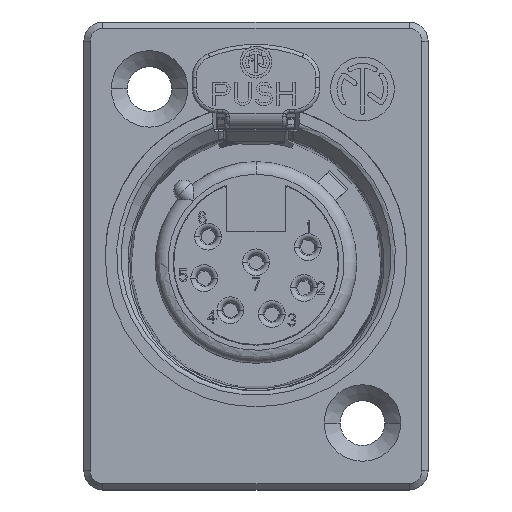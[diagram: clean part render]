
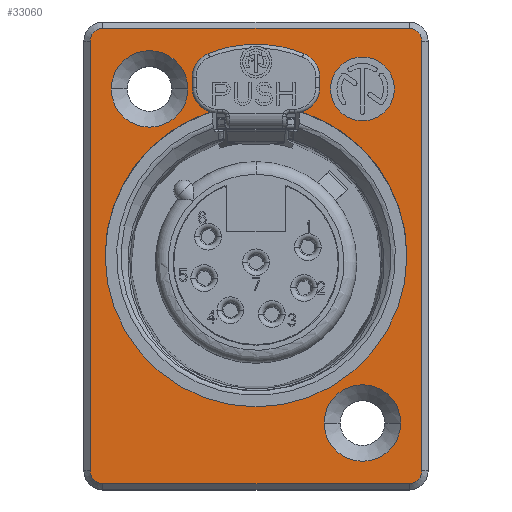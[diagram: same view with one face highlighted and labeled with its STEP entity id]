
A CAD part, top view. The second image highlights one B-rep face of the part: STEP entity #33060.
In plain terms, the highlighted planar face has unit normal (0, 0, 1).
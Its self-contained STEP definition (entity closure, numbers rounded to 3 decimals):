
#6932=CARTESIAN_POINT('',(8.35,13.6,2.2));
#6933=DIRECTION('',(0.,0.,1.));
#6934=DIRECTION('',(1.,0.,0.));
#6935=AXIS2_PLACEMENT_3D('',#6932,#6933,#6934);
#6937=CARTESIAN_POINT('',(8.35,13.6,2.2));
#6938=DIRECTION('',(0.,0.,1.));
#6939=DIRECTION('',(-1.,0.,0.));
#6940=AXIS2_PLACEMENT_3D('',#6937,#6938,#6939);
#6942=CARTESIAN_POINT('',(-8.35,13.6,2.2));
#6943=DIRECTION('',(0.,0.,1.));
#6944=DIRECTION('',(1.,0.,0.));
#6945=AXIS2_PLACEMENT_3D('',#6942,#6943,#6944);
#6947=CARTESIAN_POINT('',(-8.35,13.6,2.2));
#6948=DIRECTION('',(0.,0.,1.));
#6949=DIRECTION('',(-1.,0.,0.));
#6950=AXIS2_PLACEMENT_3D('',#6947,#6948,#6949);
#6952=CARTESIAN_POINT('',(8.35,-12.6,2.2));
#6953=DIRECTION('',(0.,0.,1.));
#6954=DIRECTION('',(1.,0.,0.));
#6955=AXIS2_PLACEMENT_3D('',#6952,#6953,#6954);
#6957=CARTESIAN_POINT('',(8.35,-12.6,2.2));
#6958=DIRECTION('',(0.,0.,1.));
#6959=DIRECTION('',(-1.,0.,0.));
#6960=AXIS2_PLACEMENT_3D('',#6957,#6958,#6959);
#6962=CARTESIAN_POINT('',(0.,0.5,2.2));
#6963=DIRECTION('',(0.,0.,1.));
#6964=DIRECTION('',(1.,0.,0.));
#6965=AXIS2_PLACEMENT_3D('',#6962,#6963,#6964);
#6967=CARTESIAN_POINT('',(0.,0.5,2.2));
#6968=DIRECTION('',(0.,0.,1.));
#6969=DIRECTION('',(-1.,0.,0.));
#6970=AXIS2_PLACEMENT_3D('',#6967,#6968,#6969);
#6972=CARTESIAN_POINT('',(-12.,-16.35,2.2));
#6973=DIRECTION('',(0.,0.,1.));
#6974=DIRECTION('',(-1.,0.,0.));
#6975=AXIS2_PLACEMENT_3D('',#6972,#6973,#6974);
#6977=DIRECTION('',(0.,-1.,0.));
#6978=VECTOR('',#6977,33.7);
#6979=CARTESIAN_POINT('',(-13.,17.35,2.2));
#6980=LINE('',#6979,#6978);
#6981=CARTESIAN_POINT('',(-12.,17.35,2.2));
#6982=DIRECTION('',(0.,0.,1.));
#6983=DIRECTION('',(0.,1.,0.));
#6984=AXIS2_PLACEMENT_3D('',#6981,#6982,#6983);
#6986=DIRECTION('',(-1.,0.,0.));
#6987=VECTOR('',#6986,24.);
#6988=CARTESIAN_POINT('',(12.,18.35,2.2));
#6989=LINE('',#6988,#6987);
#6990=CARTESIAN_POINT('',(12.,17.35,2.2));
#6991=DIRECTION('',(0.,0.,1.));
#6992=DIRECTION('',(1.,0.,0.));
#6993=AXIS2_PLACEMENT_3D('',#6990,#6991,#6992);
#6995=DIRECTION('',(0.,1.,0.));
#6996=VECTOR('',#6995,33.7);
#6997=CARTESIAN_POINT('',(13.,-16.35,2.2));
#6998=LINE('',#6997,#6996);
#6999=CARTESIAN_POINT('',(12.,-16.35,2.2));
#7000=DIRECTION('',(0.,0.,1.));
#7001=DIRECTION('',(0.,-1.,0.));
#7002=AXIS2_PLACEMENT_3D('',#6999,#7000,#7001);
#7004=DIRECTION('',(1.,0.,0.));
#7005=VECTOR('',#7004,24.);
#7006=CARTESIAN_POINT('',(-12.,-17.35,
2.2));
#7007=LINE('',#7006,#7005);
#19523=CARTESIAN_POINT('',(10.85,13.6,2.2));
#19524=CARTESIAN_POINT('',(5.85,13.6,2.2));
#19525=VERTEX_POINT('',#19523);
#19526=VERTEX_POINT('',#19524);
#20799=CARTESIAN_POINT('',(-5.35,13.6,2.2));
#20800=CARTESIAN_POINT('',(-11.35,13.6,2.2));
#20801=VERTEX_POINT('',#20799);
#20802=VERTEX_POINT('',#20800);
#20803=CARTESIAN_POINT('',(11.35,-12.6,2.2));
#20804=CARTESIAN_POINT('',(5.35,-12.6,2.2));
#20805=VERTEX_POINT('',#20803);
#20806=VERTEX_POINT('',#20804);
#20811=CARTESIAN_POINT('',(11.83,0.5,2.2));
#20812=CARTESIAN_POINT('',(-11.83,0.5,2.2));
#20813=VERTEX_POINT('',#20811);
#20814=VERTEX_POINT('',#20812);
#20815=CARTESIAN_POINT('',(-13.,-16.35,2.2));
#20816=CARTESIAN_POINT('',(-12.,-17.35,2.2));
#20817=VERTEX_POINT('',#20815);
#20818=VERTEX_POINT('',#20816);
#20823=CARTESIAN_POINT('',(12.,-17.35,
2.2));
#20824=VERTEX_POINT('',#20823);
#20827=CARTESIAN_POINT('',(13.,-16.35,2.2));
#20828=VERTEX_POINT('',#20827);
#20831=CARTESIAN_POINT('',(13.,17.35,2.2));
#20832=VERTEX_POINT('',#20831);
#20835=CARTESIAN_POINT('',(12.,18.35,2.2));
#20836=VERTEX_POINT('',#20835);
#20839=CARTESIAN_POINT('',(-12.,18.35,
2.2));
#20840=VERTEX_POINT('',#20839);
#20843=CARTESIAN_POINT('',(-13.,17.35,2.2));
#20844=VERTEX_POINT('',#20843);
#33014=CARTESIAN_POINT('',(0.,0.,2.2));
#33015=DIRECTION('',(0.,0.,1.));
#33016=DIRECTION('',(1.,0.,0.));
#33017=AXIS2_PLACEMENT_3D('',#33014,#33015,#33016);
#33018=PLANE('',#33017);
#33020=ORIENTED_EDGE('',*,*,#33019,.F.);
#33022=ORIENTED_EDGE('',*,*,#33021,.F.);
#33023=ORIENTED_EDGE('',*,*,#33004,.F.);
#33025=ORIENTED_EDGE('',*,*,#33024,.F.);
#33027=ORIENTED_EDGE('',*,*,#33026,.F.);
#33029=ORIENTED_EDGE('',*,*,#33028,.F.);
#33031=ORIENTED_EDGE('',*,*,#33030,.F.);
#33033=ORIENTED_EDGE('',*,*,#33032,.F.);
#33034=EDGE_LOOP('',(#33020,#33022,#33023,#33025,#33027,#33029,#33031,#33033));
#33035=FACE_OUTER_BOUND('',#33034,.F.);
#33037=ORIENTED_EDGE('',*,*,#33036,.T.);
#33039=ORIENTED_EDGE('',*,*,#33038,.T.);
#33040=EDGE_LOOP('',(#33037,#33039));
#33041=FACE_BOUND('',#33040,.F.);
#33043=ORIENTED_EDGE('',*,*,#33042,.T.);
#33045=ORIENTED_EDGE('',*,*,#33044,.T.);
#33046=EDGE_LOOP('',(#33043,#33045));
#33047=FACE_BOUND('',#33046,.F.);
#33049=ORIENTED_EDGE('',*,*,#33048,.T.);
#33051=ORIENTED_EDGE('',*,*,#33050,.T.);
#33052=EDGE_LOOP('',(#33049,#33051));
#33053=FACE_BOUND('',#33052,.F.);
#33055=ORIENTED_EDGE('',*,*,#33054,.T.);
#33057=ORIENTED_EDGE('',*,*,#33056,.T.);
#33058=EDGE_LOOP('',(#33055,#33057));
#33059=FACE_BOUND('',#33058,.F.);
#33060=ADVANCED_FACE('',(#33035,#33041,#33047,#33053,#33059),#33018,.T.);
#6936=CIRCLE('',#6935,2.5);
#6941=CIRCLE('',#6940,2.5);
#6946=CIRCLE('',#6945,3.);
#6951=CIRCLE('',#6950,3.);
#6956=CIRCLE('',#6955,3.);
#6961=CIRCLE('',#6960,3.);
#6966=CIRCLE('',#6965,11.83);
#6971=CIRCLE('',#6970,11.83);
#6976=CIRCLE('',#6975,1.);
#6985=CIRCLE('',#6984,1.);
#6994=CIRCLE('',#6993,1.);
#7003=CIRCLE('',#7002,1.);
#33004=EDGE_CURVE('',#20840,#20844,#6985,.T.);
#33019=EDGE_CURVE('',#20817,#20818,#6976,.T.);
#33021=EDGE_CURVE('',#20844,#20817,#6980,.T.);
#33024=EDGE_CURVE('',#20836,#20840,#6989,.T.);
#33026=EDGE_CURVE('',#20832,#20836,#6994,.T.);
#33028=EDGE_CURVE('',#20828,#20832,#6998,.T.);
#33030=EDGE_CURVE('',#20824,#20828,#7003,.T.);
#33032=EDGE_CURVE('',#20818,#20824,#7007,.T.);
#33036=EDGE_CURVE('',#20801,#20802,#6946,.T.);
#33038=EDGE_CURVE('',#20802,#20801,#6951,.T.);
#33042=EDGE_CURVE('',#20805,#20806,#6956,.T.);
#33044=EDGE_CURVE('',#20806,#20805,#6961,.T.);
#33048=EDGE_CURVE('',#20813,#20814,#6966,.T.);
#33050=EDGE_CURVE('',#20814,#20813,#6971,.T.);
#33054=EDGE_CURVE('',#19525,#19526,#6936,.T.);
#33056=EDGE_CURVE('',#19526,#19525,#6941,.T.);
